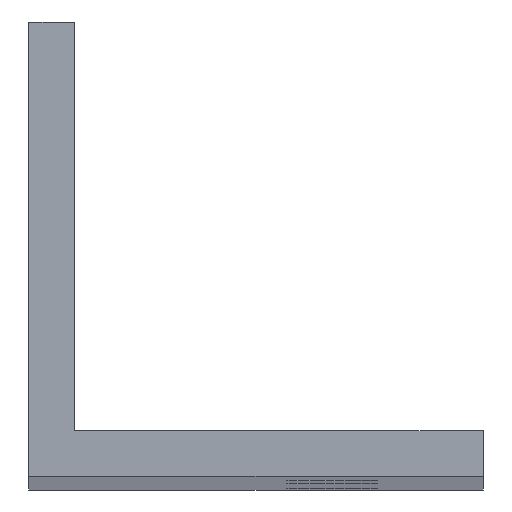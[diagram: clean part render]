
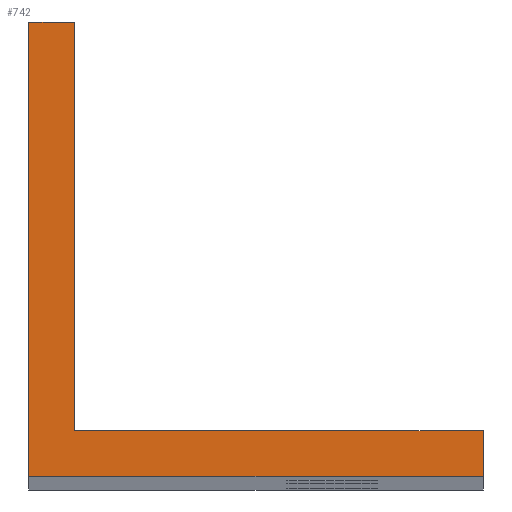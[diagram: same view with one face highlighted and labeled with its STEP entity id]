
A CAD part, top view. The second image highlights one B-rep face of the part: STEP entity #742.
In plain terms, the highlighted planar face has unit normal (0, 0, 1).
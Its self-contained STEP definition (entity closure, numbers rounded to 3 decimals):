
#5 = CARTESIAN_POINT ( 'NONE',  ( 15., 0., 260. ) ) ;
#32 = AXIS2_PLACEMENT_3D ( 'NONE', #462, #725, #975 ) ;
#44 = EDGE_CURVE ( 'NONE', #390, #175, #105, .T. ) ;
#60 = CARTESIAN_POINT ( 'NONE',  ( 1.5, 1.5, 260. ) ) ;
#61 = FACE_OUTER_BOUND ( 'NONE', #733, .T. ) ;
#62 = CARTESIAN_POINT ( 'NONE',  ( 1.5, 1.5, 260. ) ) ;
#75 = VECTOR ( 'NONE', #208, 1000. ) ;
#90 = ORIENTED_EDGE ( 'NONE', *, *, #488, .T. ) ;
#105 = LINE ( 'NONE', #60, #797 ) ;
#121 = EDGE_CURVE ( 'NONE', #346, #390, #498, .T. ) ;
#126 = CARTESIAN_POINT ( 'NONE',  ( 0., 0., 260. ) ) ;
#131 = ORIENTED_EDGE ( 'NONE', *, *, #44, .T. ) ;
#145 = VECTOR ( 'NONE', #491, 1000. ) ;
#175 = VERTEX_POINT ( 'NONE', #249 ) ;
#208 = DIRECTION ( 'NONE',  ( 0., -1., 0. ) ) ;
#213 = VECTOR ( 'NONE', #656, 1000. ) ;
#221 = ORIENTED_EDGE ( 'NONE', *, *, #668, .T. ) ;
#249 = CARTESIAN_POINT ( 'NONE',  ( 1.5, 15., 260. ) ) ;
#288 = LINE ( 'NONE', #1031, #75 ) ;
#290 = ORIENTED_EDGE ( 'NONE', *, *, #757, .T. ) ;
#299 = DIRECTION ( 'NONE',  ( 0., 1., 0. ) ) ;
#309 = VERTEX_POINT ( 'NONE', #126 ) ;
#346 = VERTEX_POINT ( 'NONE', #459 ) ;
#388 = VECTOR ( 'NONE', #966, 1000. ) ;
#390 = VERTEX_POINT ( 'NONE', #62 ) ;
#398 = CARTESIAN_POINT ( 'NONE',  ( 0., 15., 260. ) ) ;
#415 = LINE ( 'NONE', #920, #145 ) ;
#438 = ORIENTED_EDGE ( 'NONE', *, *, #121, .T. ) ;
#446 = CARTESIAN_POINT ( 'NONE',  ( 15., 0., 260. ) ) ;
#459 = CARTESIAN_POINT ( 'NONE',  ( 15., 1.5, 260. ) ) ;
#462 = CARTESIAN_POINT ( 'NONE',  ( 0., 15., 260. ) ) ;
#482 = VERTEX_POINT ( 'NONE', #5 ) ;
#488 = EDGE_CURVE ( 'NONE', #175, #1061, #415, .T. ) ;
#491 = DIRECTION ( 'NONE',  ( -1., 0., 0. ) ) ;
#498 = LINE ( 'NONE', #561, #213 ) ;
#507 = LINE ( 'NONE', #446, #883 ) ;
#550 = CARTESIAN_POINT ( 'NONE',  ( 0., 0., 260. ) ) ;
#561 = CARTESIAN_POINT ( 'NONE',  ( 1.5, 1.5, 260. ) ) ;
#590 = ORIENTED_EDGE ( 'NONE', *, *, #621, .T. ) ;
#621 = EDGE_CURVE ( 'NONE', #482, #346, #507, .T. ) ;
#656 = DIRECTION ( 'NONE',  ( -1., 0., 0. ) ) ;
#668 = EDGE_CURVE ( 'NONE', #1061, #309, #288, .T. ) ;
#719 = LINE ( 'NONE', #550, #388 ) ;
#725 = DIRECTION ( 'NONE',  ( 0., 0., -1. ) ) ;
#733 = EDGE_LOOP ( 'NONE', ( #221, #290, #590, #438, #131, #90 ) ) ;
#742 = ADVANCED_FACE ( 'NONE', ( #61 ), #974, .F. ) ;
#757 = EDGE_CURVE ( 'NONE', #309, #482, #719, .T. ) ;
#797 = VECTOR ( 'NONE', #299, 1000. ) ;
#868 = DIRECTION ( 'NONE',  ( 0., 1., 0. ) ) ;
#883 = VECTOR ( 'NONE', #868, 1000. ) ;
#920 = CARTESIAN_POINT ( 'NONE',  ( 0., 15., 260. ) ) ;
#966 = DIRECTION ( 'NONE',  ( 1., 0., 0. ) ) ;
#974 = PLANE ( 'NONE',  #32 ) ;
#975 = DIRECTION ( 'NONE',  ( -1., 0., 0. ) ) ;
#1031 = CARTESIAN_POINT ( 'NONE',  ( 0., 0., 260. ) ) ;
#1061 = VERTEX_POINT ( 'NONE', #398 ) ;
